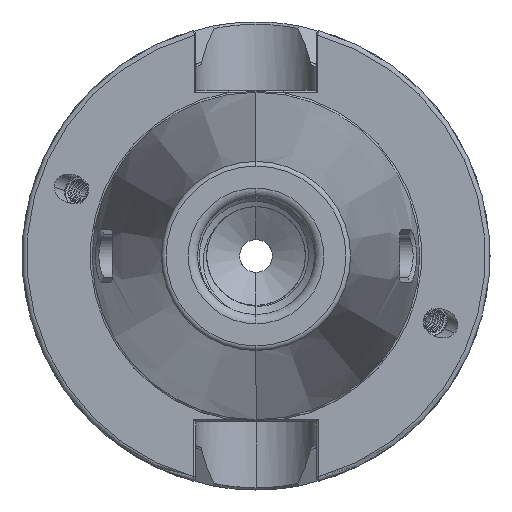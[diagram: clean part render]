
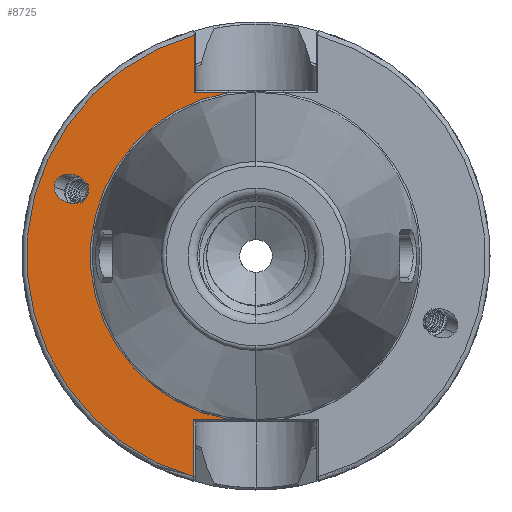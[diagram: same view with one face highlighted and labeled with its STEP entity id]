
A CAD part, left-side view. The second image highlights one B-rep face of the part: STEP entity #8725.
In plain terms, the highlighted planar face has unit normal (-1, 0, 0).
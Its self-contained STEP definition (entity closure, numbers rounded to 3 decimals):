
#1741 = ORIENTED_EDGE ( 'NONE', *, *, #8890, .T. ) ;
#1743 = ORIENTED_EDGE ( 'NONE', *, *, #11790, .T. ) ;
#1744 = ORIENTED_EDGE ( 'NONE', *, *, #8892, .T. ) ;
#1745 = ORIENTED_EDGE ( 'NONE', *, *, #11788, .T. ) ;
#1746 = ORIENTED_EDGE ( 'NONE', *, *, #11787, .T. ) ;
#1747 = ORIENTED_EDGE ( 'NONE', *, *, #11789, .T. ) ;
#1748 = ORIENTED_EDGE ( 'NONE', *, *, #11786, .F. ) ;
#1749 = ORIENTED_EDGE ( 'NONE', *, *, #11785, .T. ) ;
#1750 = ORIENTED_EDGE ( 'NONE', *, *, #11784, .T. ) ;
#2861 = EDGE_LOOP ( 'NONE', ( #1743, #1744, #1741 ) ) ;
#2862 = EDGE_LOOP ( 'NONE', ( #1745, #1747, #1746, #1748, #1749, #1750 ) ) ;
#3763 = CARTESIAN_POINT ( 'NONE',  ( 0., 13.194, 47.19 ) ) ;
#3764 = CARTESIAN_POINT ( 'NONE',  ( 0., 13.279, -47.166 ) ) ;
#3765 = CARTESIAN_POINT ( 'NONE',  ( 0., 13.279, -34.9 ) ) ;
#3766 = CARTESIAN_POINT ( 'NONE',  ( 0., 5.916, -34.9 ) ) ;
#3767 = CARTESIAN_POINT ( 'NONE',  ( 0., 5.916, 34.9 ) ) ;
#3768 = CARTESIAN_POINT ( 'NONE',  ( 0., 13.194, 34.9 ) ) ;
#6591 = VERTEX_POINT ( 'NONE', #3763 ) ;
#6592 = VERTEX_POINT ( 'NONE', #3764 ) ;
#6593 = VERTEX_POINT ( 'NONE', #3765 ) ;
#6594 = VERTEX_POINT ( 'NONE', #3766 ) ;
#6595 = VERTEX_POINT ( 'NONE', #3767 ) ;
#6596 = VERTEX_POINT ( 'NONE', #3768 ) ;
#7211 = VERTEX_POINT ( 'NONE', #8952 ) ;
#7212 = VERTEX_POINT ( 'NONE', #8953 ) ;
#7214 = VERTEX_POINT ( 'NONE', #8955 ) ;
#8269 = CIRCLE ( 'NONE', #14533, 35.398 ) ;
#8270 = CIRCLE ( 'NONE', #14530, 49. ) ;
#8725 = ADVANCED_FACE ( 'NONE', ( #11165, #11169 ), #14428, .F. ) ;
#8890 = EDGE_CURVE ( 'NONE', #7211, #7212, #10466, .T. ) ;
#8892 = EDGE_CURVE ( 'NONE', #7214, #7211, #10465, .T. ) ;
#8952 = CARTESIAN_POINT ( 'NONE',  ( 0., 35.816, 13.963 ) ) ;
#8953 = CARTESIAN_POINT ( 'NONE',  ( 0., 35.968, 13.091 ) ) ;
#8955 = CARTESIAN_POINT ( 'NONE',  ( 0., 43.118, 14.766 ) ) ;
#10465 =( BOUNDED_CURVE ( )  B_SPLINE_CURVE ( 3, ( #12785, #12786, #12787, #12788 ),
 .UNSPECIFIED., .F., .T. ) 
 B_SPLINE_CURVE_WITH_KNOTS ( ( 4, 4 ),
 ( 2.852, 5.993 ),
 .UNSPECIFIED. ) 
 CURVE ( )  GEOMETRIC_REPRESENTATION_ITEM ( )  RATIONAL_B_SPLINE_CURVE ( ( 1., 0.333, 0.333, 1. ) ) 
 REPRESENTATION_ITEM ( '' )  );
#10466 =( BOUNDED_CURVE ( )  B_SPLINE_CURVE ( 3, ( #12778, #12779, #12780, #12781 ),
 .UNSPECIFIED., .F., .T. ) 
 B_SPLINE_CURVE_WITH_KNOTS ( ( 4, 4 ),
 ( 5.993, 6.283 ),
 .UNSPECIFIED. ) 
 CURVE ( )  GEOMETRIC_REPRESENTATION_ITEM ( )  RATIONAL_B_SPLINE_CURVE ( ( 1., 0.993, 0.993, 1. ) ) 
 REPRESENTATION_ITEM ( '' )  );
#11165 = FACE_BOUND ( 'NONE', #2861, .T. ) ;
#11169 = FACE_OUTER_BOUND ( 'NONE', #2862, .T. ) ;
#11171 = AXIS2_PLACEMENT_3D ( 'NONE', #14429, #14430, #14431 ) ;
#11784 = EDGE_CURVE ( 'NONE', #6596, #6591, #12514, .T. ) ;
#11785 = EDGE_CURVE ( 'NONE', #6595, #6596, #12517, .T. ) ;
#11786 = EDGE_CURVE ( 'NONE', #6595, #6594, #8269, .T. ) ;
#11787 = EDGE_CURVE ( 'NONE', #6593, #6594, #12523, .T. ) ;
#11788 = EDGE_CURVE ( 'NONE', #6591, #6592, #8270, .T. ) ;
#11789 = EDGE_CURVE ( 'NONE', #6592, #6593, #12528, .T. ) ;
#11790 = EDGE_CURVE ( 'NONE', #7212, #7214, #13850, .T. ) ;
#12513 = CARTESIAN_POINT ( 'NONE',  ( 0., 0., 0. ) ) ;
#12514 = LINE ( 'NONE', #12515, #14534 ) ;
#12515 = CARTESIAN_POINT ( 'NONE',  ( 0., 13.194, 47.285 ) ) ;
#12516 = DIRECTION ( 'NONE',  ( 0., 0., 1. ) ) ;
#12517 = LINE ( 'NONE', #12518, #14535 ) ;
#12518 = CARTESIAN_POINT ( 'NONE',  ( 0., 12.85, 34.9 ) ) ;
#12519 = DIRECTION ( 'NONE',  ( 0., 1., 0. ) ) ;
#12520 = DIRECTION ( 'NONE',  ( -1., 0., 0. ) ) ;
#12521 = DIRECTION ( 'NONE',  ( 0., 0., 1. ) ) ;
#12522 = CARTESIAN_POINT ( 'NONE',  ( 0., 0., 0. ) ) ;
#12523 = LINE ( 'NONE', #12524, #14537 ) ;
#12524 = CARTESIAN_POINT ( 'NONE',  ( 0., 35.398, -34.9 ) ) ;
#12525 = DIRECTION ( 'NONE',  ( 0., -1., 0. ) ) ;
#12526 = DIRECTION ( 'NONE',  ( -1., 0., 0. ) ) ;
#12527 = DIRECTION ( 'NONE',  ( 0., 0., 1. ) ) ;
#12528 = LINE ( 'NONE', #12529, #14539 ) ;
#12529 = CARTESIAN_POINT ( 'NONE',  ( 0., 13.279, 0. ) ) ;
#12530 = DIRECTION ( 'NONE',  ( 0., 0., 1. ) ) ;
#12531 = CARTESIAN_POINT ( 'NONE',  ( 0., 35.968, 13.091 ) ) ;
#12532 = CARTESIAN_POINT ( 'NONE',  ( 0., 37.57, 8.69 ) ) ;
#12533 = CARTESIAN_POINT ( 'NONE',  ( 0., 43.118, 9.99 ) ) ;
#12534 = CARTESIAN_POINT ( 'NONE',  ( 0., 43.118, 14.766 ) ) ;
#12778 = CARTESIAN_POINT ( 'NONE',  ( 0., 35.816, 13.963 ) ) ;
#12779 = CARTESIAN_POINT ( 'NONE',  ( 0., 35.816, 13.662 ) ) ;
#12780 = CARTESIAN_POINT ( 'NONE',  ( 0., 35.867, 13.369 ) ) ;
#12781 = CARTESIAN_POINT ( 'NONE',  ( 0., 35.968, 13.091 ) ) ;
#12785 = CARTESIAN_POINT ( 'NONE',  ( 0., 43.118, 14.766 ) ) ;
#12786 = CARTESIAN_POINT ( 'NONE',  ( 0., 43.118, 20.987 ) ) ;
#12787 = CARTESIAN_POINT ( 'NONE',  ( 0., 35.816, 20.184 ) ) ;
#12788 = CARTESIAN_POINT ( 'NONE',  ( 0., 35.816, 13.963 ) ) ;
#13850 =( BOUNDED_CURVE ( )  B_SPLINE_CURVE ( 3, ( #12531, #12532, #12533, #12534 ),
 .UNSPECIFIED., .F., .T. ) 
 B_SPLINE_CURVE_WITH_KNOTS ( ( 4, 4 ),
 ( 0., 2.852 ),
 .UNSPECIFIED. ) 
 CURVE ( )  GEOMETRIC_REPRESENTATION_ITEM ( )  RATIONAL_B_SPLINE_CURVE ( ( 1., 0.43, 0.43, 1. ) ) 
 REPRESENTATION_ITEM ( '' )  );
#14428 = PLANE ( 'NONE',  #11171 ) ;
#14429 = CARTESIAN_POINT ( 'NONE',  ( 0., 35.398, 0. ) ) ;
#14430 = DIRECTION ( 'NONE',  ( 1., 0., 0. ) ) ;
#14431 = DIRECTION ( 'NONE',  ( 0., 0., -1. ) ) ;
#14530 = AXIS2_PLACEMENT_3D ( 'NONE', #12522, #12526, #12527 ) ;
#14533 = AXIS2_PLACEMENT_3D ( 'NONE', #12513, #12520, #12521 ) ;
#14534 = VECTOR ( 'NONE', #12516, 1000. ) ;
#14535 = VECTOR ( 'NONE', #12519, 1000. ) ;
#14537 = VECTOR ( 'NONE', #12525, 1000. ) ;
#14539 = VECTOR ( 'NONE', #12530, 1000. ) ;
